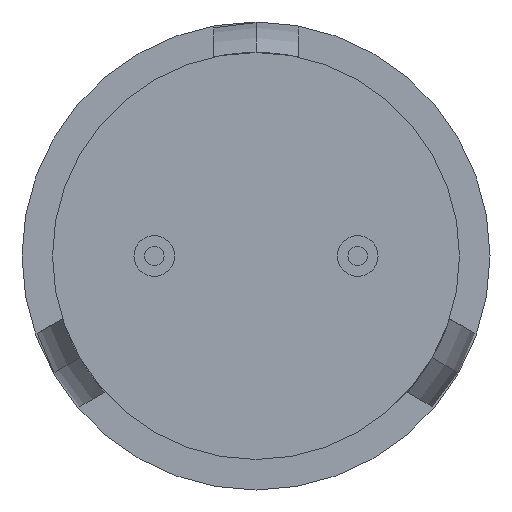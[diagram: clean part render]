
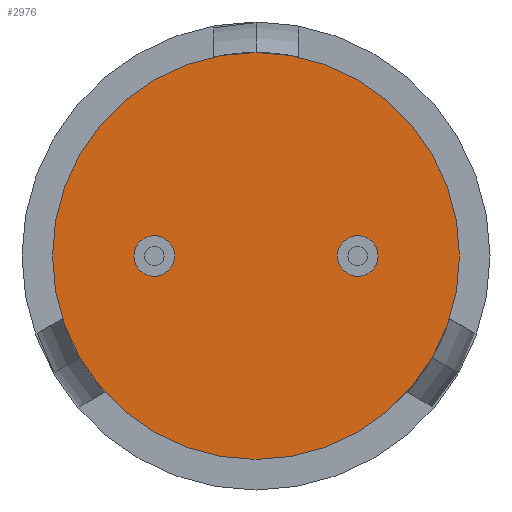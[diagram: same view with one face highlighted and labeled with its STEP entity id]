
A CAD part, front view. The second image highlights one B-rep face of the part: STEP entity #2976.
In plain terms, the highlighted planar face has unit normal (0, -1, 0).
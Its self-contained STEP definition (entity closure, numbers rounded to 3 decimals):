
#713 = VERTEX_POINT ( 'NONE', #4925 ) ;
#719 = VERTEX_POINT ( 'NONE', #4919 ) ;
#729 = EDGE_CURVE ( 'NONE', #719, #713, #4894, .T. ) ;
#2800 = VERTEX_POINT ( 'NONE', #13433 ) ;
#2802 = EDGE_CURVE ( 'NONE', #2803, #2800, #13432, .T. ) ;
#2803 = VERTEX_POINT ( 'NONE', #13427 ) ;
#2866 = VERTEX_POINT ( 'NONE', #13616 ) ;
#2868 = EDGE_CURVE ( 'NONE', #2866, #2869, #13615, .T. ) ;
#2869 = VERTEX_POINT ( 'NONE', #13662 ) ;
#2976 = ADVANCED_FACE ( 'NONE', ( #14061, #14056, #14055 ), #14039, .F. ) ;
#2977 = EDGE_LOOP ( 'NONE', ( #2978, #3035 ) ) ;
#2978 = ORIENTED_EDGE ( 'NONE', *, *, #3034, .F. ) ;
#3034 = EDGE_CURVE ( 'NONE', #2869, #2866, #14265, .T. ) ;
#3035 = ORIENTED_EDGE ( 'NONE', *, *, #2868, .F. ) ;
#3036 = EDGE_LOOP ( 'NONE', ( #3037, #3038 ) ) ;
#3037 = ORIENTED_EDGE ( 'NONE', *, *, #2802, .T. ) ;
#3038 = ORIENTED_EDGE ( 'NONE', *, *, #3039, .T. ) ;
#3039 = EDGE_CURVE ( 'NONE', #2800, #2803, #14259, .T. ) ;
#3040 = EDGE_LOOP ( 'NONE', ( #3041, #3042 ) ) ;
#3041 = ORIENTED_EDGE ( 'NONE', *, *, #729, .F. ) ;
#3042 = ORIENTED_EDGE ( 'NONE', *, *, #3043, .F. ) ;
#3043 = EDGE_CURVE ( 'NONE', #713, #719, #14253, .T. ) ;
#4890 = DIRECTION ( 'NONE',  ( 0., 0., 1. ) ) ;
#4891 = DIRECTION ( 'NONE',  ( 0., 1., 0. ) ) ;
#4892 = CARTESIAN_POINT ( 'NONE',  ( 0., -11.2, 0. ) ) ;
#4893 = AXIS2_PLACEMENT_3D ( 'NONE', #4892, #4891, #4890 ) ;
#4894 = CIRCLE ( 'NONE', #4893, 3. ) ;
#4919 = CARTESIAN_POINT ( 'NONE',  ( 0., -11.2, 3. ) ) ;
#4925 = CARTESIAN_POINT ( 'NONE',  ( 0., -11.2, -3. ) ) ;
#13427 = CARTESIAN_POINT ( 'NONE',  ( 1.2, -11.2, 0. ) ) ;
#13428 = DIRECTION ( 'NONE',  ( -1., 0., 0. ) ) ;
#13429 = DIRECTION ( 'NONE',  ( 0., 1., 0. ) ) ;
#13430 = CARTESIAN_POINT ( 'NONE',  ( 1.5, -11.2, 0. ) ) ;
#13431 = AXIS2_PLACEMENT_3D ( 'NONE', #13430, #13429, #13428 ) ;
#13432 = CIRCLE ( 'NONE', #13431, 0.3 ) ;
#13433 = CARTESIAN_POINT ( 'NONE',  ( 1.8, -11.2, 0. ) ) ;
#13613 = CARTESIAN_POINT ( 'NONE',  ( -1.5, -11.2, 0. ) ) ;
#13614 = AXIS2_PLACEMENT_3D ( 'NONE', #13613, #13664, #13663 ) ;
#13615 = CIRCLE ( 'NONE', #13614, 0.3 ) ;
#13616 = CARTESIAN_POINT ( 'NONE',  ( -1.8, -11.2, 0. ) ) ;
#13662 = CARTESIAN_POINT ( 'NONE',  ( -1.2, -11.2, 0. ) ) ;
#13663 = DIRECTION ( 'NONE',  ( 1., 0., 0. ) ) ;
#13664 = DIRECTION ( 'NONE',  ( 0., -1., 0. ) ) ;
#14038 = CARTESIAN_POINT ( 'NONE',  ( 1.725, -11.2, 0. ) ) ;
#14039 = PLANE ( 'NONE',  #14091 ) ;
#14055 = FACE_OUTER_BOUND ( 'NONE', #3040, .T. ) ;
#14056 = FACE_BOUND ( 'NONE', #3036, .T. ) ;
#14061 = FACE_BOUND ( 'NONE', #2977, .T. ) ;
#14089 = DIRECTION ( 'NONE',  ( 0., 0., 1. ) ) ;
#14090 = DIRECTION ( 'NONE',  ( 0., 1., 0. ) ) ;
#14091 = AXIS2_PLACEMENT_3D ( 'NONE', #14038, #14090, #14089 ) ;
#14212 = CARTESIAN_POINT ( 'NONE',  ( -1.5, -11.2, 0. ) ) ;
#14250 = DIRECTION ( 'NONE',  ( 0., 0., 1. ) ) ;
#14251 = DIRECTION ( 'NONE',  ( 0., 1., 0. ) ) ;
#14252 = AXIS2_PLACEMENT_3D ( 'NONE', #14260, #14251, #14250 ) ;
#14253 = CIRCLE ( 'NONE', #14252, 3. ) ;
#14255 = DIRECTION ( 'NONE',  ( -1., 0., 0. ) ) ;
#14256 = DIRECTION ( 'NONE',  ( 0., 1., 0. ) ) ;
#14258 = AXIS2_PLACEMENT_3D ( 'NONE', #14266, #14256, #14255 ) ;
#14259 = CIRCLE ( 'NONE', #14258, 0.3 ) ;
#14260 = CARTESIAN_POINT ( 'NONE',  ( 0., -11.2, 0. ) ) ;
#14262 = DIRECTION ( 'NONE',  ( 1., 0., 0. ) ) ;
#14263 = DIRECTION ( 'NONE',  ( 0., -1., 0. ) ) ;
#14264 = AXIS2_PLACEMENT_3D ( 'NONE', #14212, #14263, #14262 ) ;
#14265 = CIRCLE ( 'NONE', #14264, 0.3 ) ;
#14266 = CARTESIAN_POINT ( 'NONE',  ( 1.5, -11.2, 0. ) ) ;
